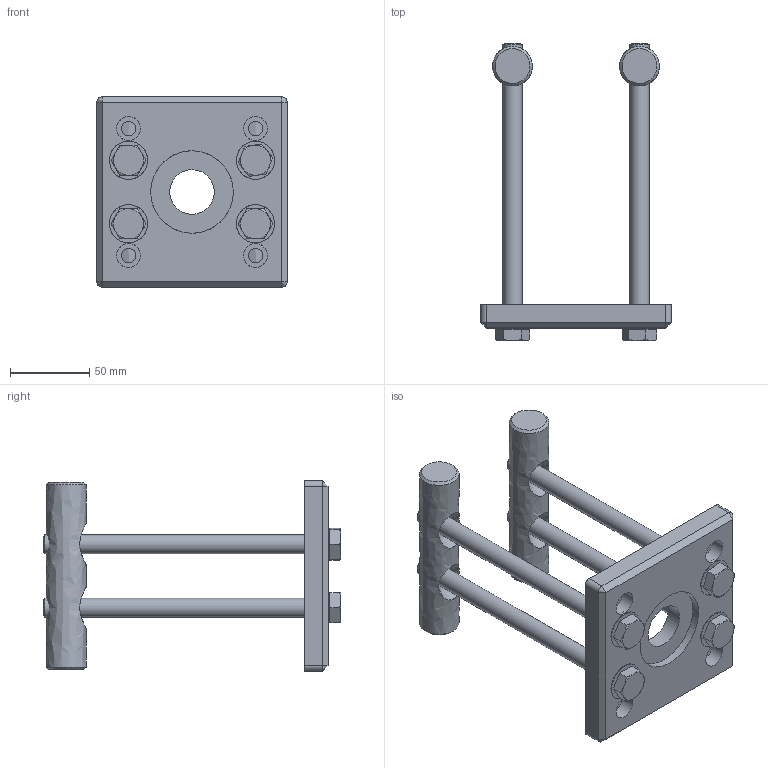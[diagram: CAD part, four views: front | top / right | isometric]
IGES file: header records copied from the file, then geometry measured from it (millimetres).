
Global section: file name: SV6010V_A; native system: Autodesk Inventor 2015; preprocessor: unknown; author: M. Boeke; date: 20151127.110228; units: millimetre
Bounding box: 120 x 187.5 x 120 mm (x, y, z)
Volume: 375335.9 mm3; surface area: 96006.8 mm2
Topology: 11 solids, 11 shells, 159 faces, 382 edges, 258 vertices
Faces by surface type: bspline 159
